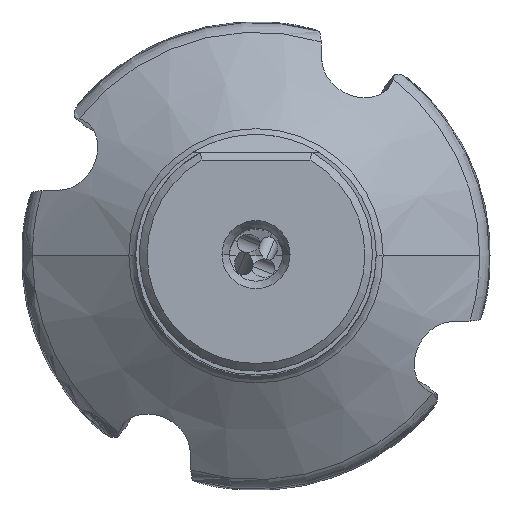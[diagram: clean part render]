
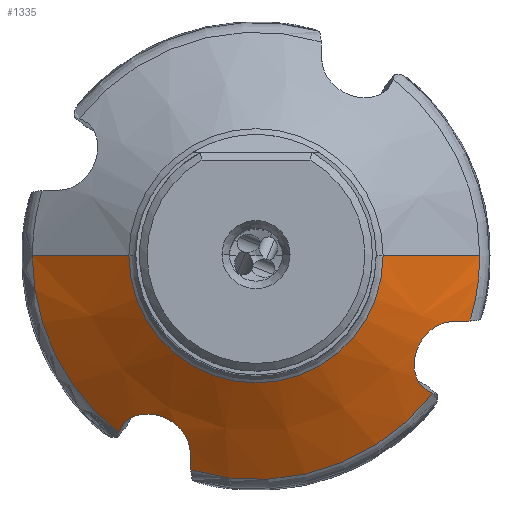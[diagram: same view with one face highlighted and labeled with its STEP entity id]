
A CAD part, top view. The second image highlights one B-rep face of the part: STEP entity #1335.
In plain terms, the highlighted conical face has half-angle 55 degrees and reference radius 23.155 mm.
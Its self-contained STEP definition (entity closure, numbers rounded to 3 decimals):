
#346=B_SPLINE_CURVE_WITH_KNOTS('',3,(#13676,#13677,#13678,#13679,#13680,
#13681,#13682,#13683,#13684,#13685),.UNSPECIFIED.,.F.,.F.,(4,2,2,2,4),(0.,
0.25,0.5,0.75,1.),.UNSPECIFIED.);
#347=B_SPLINE_CURVE_WITH_KNOTS('',3,(#13700,#13701,#13702,#13703,#13704,
#13705,#13706,#13707,#13708,#13709),.UNSPECIFIED.,.F.,.F.,(4,2,2,2,4),(0.,
0.25,0.5,0.75,1.),.UNSPECIFIED.);
#348=B_SPLINE_CURVE_WITH_KNOTS('',3,(#13711,#13712,#13713,#13714),
 .UNSPECIFIED.,.F.,.F.,(4,4),(0.,1.),.UNSPECIFIED.);
#349=B_SPLINE_CURVE_WITH_KNOTS('',3,(#13717,#13718,#13719,#13720),
 .UNSPECIFIED.,.F.,.F.,(4,4),(0.,1.),.UNSPECIFIED.);
#1335=ADVANCED_FACE('',(#1893),#1836,.T.);
#1836=CONICAL_SURFACE('',#9664,23.155,55.);
#1893=FACE_OUTER_BOUND('',#2399,.T.);
#2399=EDGE_LOOP('',(#3511,#3512,#3513,#3514,#3515,#3516,#3517,#3518,#3519,
#3520,#3521));
#2943=CIRCLE('',#9659,29.532);
#2944=CIRCLE('',#9660,29.532);
#2945=CIRCLE('',#9661,16.779);
#2946=CIRCLE('',#9662,29.532);
#2947=CIRCLE('',#9663,29.532);
#3511=ORIENTED_EDGE('',*,*,#7375,.T.);
#3512=ORIENTED_EDGE('',*,*,#7376,.T.);
#3513=ORIENTED_EDGE('',*,*,#7377,.T.);
#3514=ORIENTED_EDGE('',*,*,#7378,.T.);
#3515=ORIENTED_EDGE('',*,*,#7379,.T.);
#3516=ORIENTED_EDGE('',*,*,#7380,.T.);
#3517=ORIENTED_EDGE('',*,*,#7381,.F.);
#3518=ORIENTED_EDGE('',*,*,#7382,.T.);
#3519=ORIENTED_EDGE('',*,*,#7383,.T.);
#3520=ORIENTED_EDGE('',*,*,#7374,.F.);
#3521=ORIENTED_EDGE('',*,*,#7384,.T.);
#6363=VERTEX_POINT('',#13628);
#6372=VERTEX_POINT('',#13675);
#6373=VERTEX_POINT('',#13688);
#6374=VERTEX_POINT('',#13689);
#6375=VERTEX_POINT('',#13691);
#6376=VERTEX_POINT('',#13693);
#6377=VERTEX_POINT('',#13695);
#6378=VERTEX_POINT('',#13697);
#6379=VERTEX_POINT('',#13699);
#6380=VERTEX_POINT('',#13710);
#6381=VERTEX_POINT('',#13715);
#7374=EDGE_CURVE('',#6372,#6363,#346,.T.);
#7375=EDGE_CURVE('',#6373,#6374,#2943,.T.);
#7376=EDGE_CURVE('',#6374,#6375,#2944,.T.);
#7377=EDGE_CURVE('',#6375,#6376,#8780,.T.);
#7378=EDGE_CURVE('',#6376,#6377,#2945,.T.);
#7379=EDGE_CURVE('',#6377,#6378,#8781,.T.);
#7380=EDGE_CURVE('',#6378,#6379,#2946,.T.);
#7381=EDGE_CURVE('',#6380,#6379,#347,.T.);
#7382=EDGE_CURVE('',#6380,#6381,#348,.T.);
#7383=EDGE_CURVE('',#6381,#6363,#2947,.T.);
#7384=EDGE_CURVE('',#6372,#6373,#349,.T.);
#8780=LINE('',#13692,#9115);
#8781=LINE('',#13696,#9116);
#9115=VECTOR('',#10758,1.);
#9116=VECTOR('',#10761,1.);
#9659=AXIS2_PLACEMENT_3D('',#13687,#10754,#10755);
#9660=AXIS2_PLACEMENT_3D('',#13690,#10756,#10757);
#9661=AXIS2_PLACEMENT_3D('',#13694,#10759,#10760);
#9662=AXIS2_PLACEMENT_3D('',#13698,#10762,#10763);
#9663=AXIS2_PLACEMENT_3D('',#13716,#10764,#10765);
#9664=AXIS2_PLACEMENT_3D('',#13721,#10766,#10767);
#10754=DIRECTION('',(0.,0.,1.));
#10755=DIRECTION('',(0.957,-0.291,0.));
#10756=DIRECTION('',(0.,0.,1.));
#10757=DIRECTION('',(1.,-0.001,0.));
#10758=DIRECTION('',(-0.819,0.,0.574));
#10759=DIRECTION('',(0.,0.,-1.));
#10760=DIRECTION('',(1.,0.,0.));
#10761=DIRECTION('',(-0.819,0.,-0.574));
#10762=DIRECTION('',(0.,0.,1.));
#10763=DIRECTION('',(-1.,0.,0.));
#10764=DIRECTION('',(0.,0.,1.));
#10765=DIRECTION('',(-0.291,-0.957,0.));
#10766=DIRECTION('',(0.,0.,-1.));
#10767=DIRECTION('',(-1.,0.,0.));
#13628=CARTESIAN_POINT('',(23.313,-18.128,-98.75));
#13675=CARTESIAN_POINT('',(25.752,-8.698,-97.104));
#13676=CARTESIAN_POINT('',(25.752,-8.698,-97.104));
#13677=CARTESIAN_POINT('',(24.746,-8.738,-96.446));
#13678=CARTESIAN_POINT('',(23.736,-9.179,-95.876));
#13679=CARTESIAN_POINT('',(22.023,-10.723,-95.207));
#13680=CARTESIAN_POINT('',(21.368,-11.798,-95.145));
#13681=CARTESIAN_POINT('',(20.761,-14.06,-95.611));
#13682=CARTESIAN_POINT('',(20.821,-15.218,-96.126));
#13683=CARTESIAN_POINT('',(21.627,-17.078,-97.364));
#13684=CARTESIAN_POINT('',(22.37,-17.791,-98.084));
#13685=CARTESIAN_POINT('',(23.313,-18.128,-98.75));
#13687=CARTESIAN_POINT('',(0.,0.,-98.75));
#13688=CARTESIAN_POINT('',(28.253,-8.596,-98.75));
#13689=CARTESIAN_POINT('',(29.532,-0.018,-98.75));
#13690=CARTESIAN_POINT('',(0.,0.,-98.75));
#13691=CARTESIAN_POINT('',(29.532,0.,-98.75));
#13692=CARTESIAN_POINT('',(29.532,0.,-98.75));
#13693=CARTESIAN_POINT('',(16.779,0.,-89.821));
#13694=CARTESIAN_POINT('',(0.,0.,-89.821));
#13695=CARTESIAN_POINT('',(-16.779,0.,-89.821));
#13696=CARTESIAN_POINT('',(-16.779,0.,-89.821));
#13697=CARTESIAN_POINT('',(-29.532,0.,-98.75));
#13698=CARTESIAN_POINT('',(0.,0.,-98.75));
#13699=CARTESIAN_POINT('',(-18.128,-23.313,-98.75));
#13700=CARTESIAN_POINT('',(-8.698,-25.752,-97.104));
#13701=CARTESIAN_POINT('',(-8.738,-24.746,-96.446));
#13702=CARTESIAN_POINT('',(-9.179,-23.736,-95.876));
#13703=CARTESIAN_POINT('',(-10.723,-22.023,-95.207));
#13704=CARTESIAN_POINT('',(-11.798,-21.368,-95.145));
#13705=CARTESIAN_POINT('',(-14.06,-20.761,-95.611));
#13706=CARTESIAN_POINT('',(-15.218,-20.821,-96.126));
#13707=CARTESIAN_POINT('',(-17.078,-21.627,-97.364));
#13708=CARTESIAN_POINT('',(-17.791,-22.37,-98.084));
#13709=CARTESIAN_POINT('',(-18.128,-23.313,-98.75));
#13710=CARTESIAN_POINT('',(-8.698,-25.752,-97.104));
#13711=CARTESIAN_POINT('',(-8.698,-25.752,-97.104));
#13712=CARTESIAN_POINT('',(-8.664,-26.587,-97.651));
#13713=CARTESIAN_POINT('',(-8.63,-27.42,-98.199));
#13714=CARTESIAN_POINT('',(-8.596,-28.253,-98.75));
#13715=CARTESIAN_POINT('',(-8.596,-28.253,-98.75));
#13716=CARTESIAN_POINT('',(0.,0.,-98.75));
#13717=CARTESIAN_POINT('',(25.752,-8.698,-97.104));
#13718=CARTESIAN_POINT('',(26.587,-8.664,-97.651));
#13719=CARTESIAN_POINT('',(27.42,-8.63,-98.199));
#13720=CARTESIAN_POINT('',(28.253,-8.596,-98.75));
#13721=CARTESIAN_POINT('',(0.,0.,-94.285));
